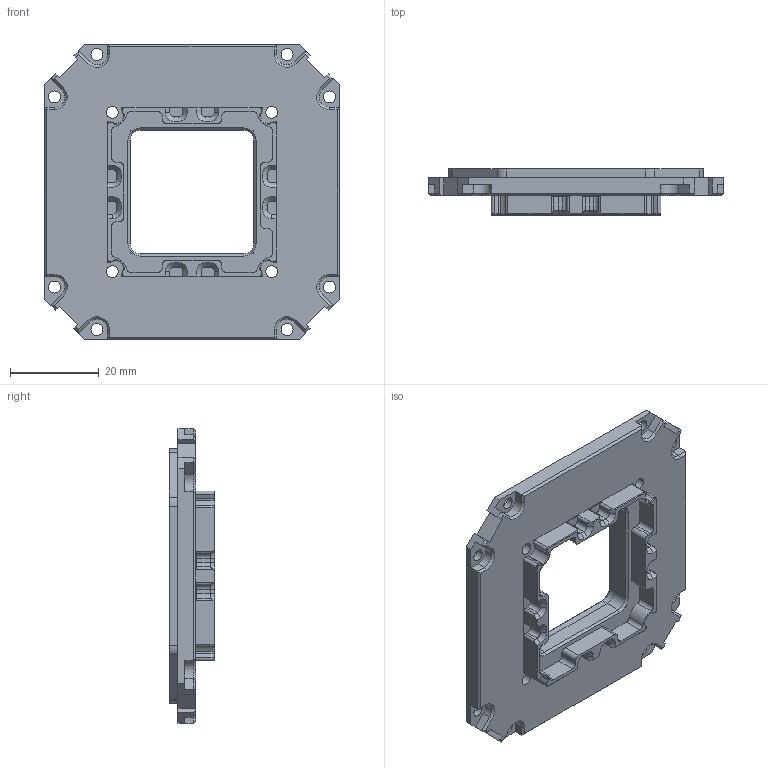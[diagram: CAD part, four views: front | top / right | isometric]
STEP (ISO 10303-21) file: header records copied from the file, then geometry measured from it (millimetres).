
FILE_DESCRIPTION(/* description */ ('VariCAD 2015-2.06 AP-214'),/* implementation_level */ '2;1');
FILE_NAME(/* name */ '0393-12-50.stp',/* time_stamp */ '2016-04-30T16:11:35-06:00',/* author */ (''),/* organization */ (''),/* preprocessor_version */ 'ST-DEVELOPER v14',/* originating_system */ 'VariCAD 2015-2.06; kernel version (20130303)',/* authorisation */ '');
FILE_SCHEMA (('AUTOMOTIVE_DESIGN'));
Length unit declared in the file: millimetre
Products named in the file (2): 0393-12-50
Assembly tree (1 placements, depth 2):
  0393-12-50
    0393-12-50
Bounding box: 66.5 x 10.35 x 66.5 mm (x, y, z)
Volume: 18475.1 mm3; surface area: 10534.1 mm2
Topology: 1 solids, 1 shells, 453 faces, 1224 edges, 780 vertices
Faces by surface type: plane 265, cylinder 136, cone 52
Entity records: 16104 total; most frequent: CARTESIAN_POINT 2717, DIRECTION 2450, ORIENTED_EDGE 2448, EDGE_CURVE 1224, LINE 848, VECTOR 848, AXIS2_PLACEMENT_3D 801, VERTEX_POINT 780
